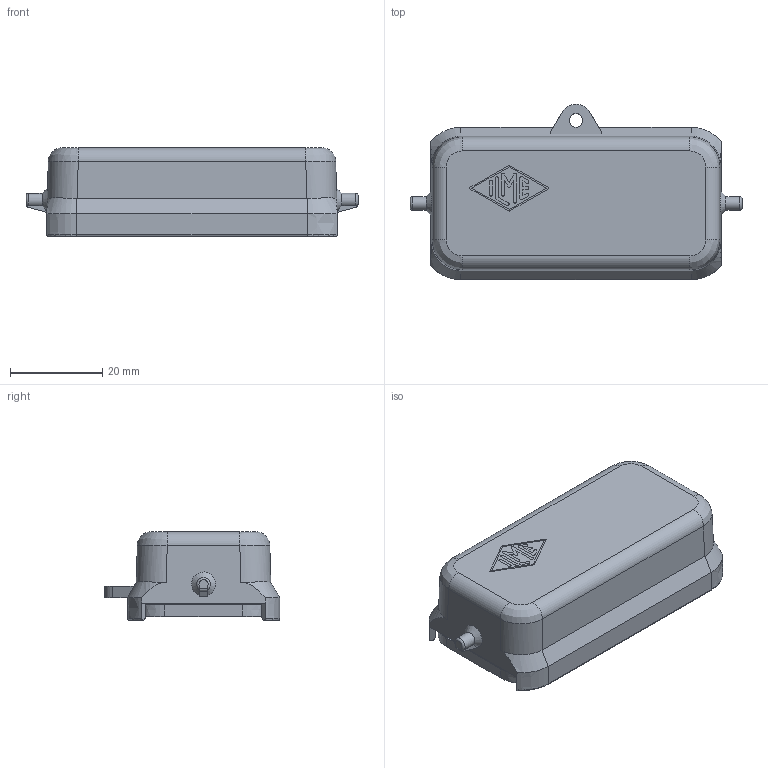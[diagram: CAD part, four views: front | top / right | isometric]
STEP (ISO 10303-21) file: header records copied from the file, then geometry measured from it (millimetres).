
FILE_DESCRIPTION(('Creo Elements/Direct Modeling STEP Export'),'2;1');
FILE_NAME('0lndrp34re6nn6k4660','2019-06-28T13:30:57',(''),(''),'Creo Elements/Direct Modeling STEP processor for AP214 (Solid Model)','Creo Elements/Direct Modeling 20.1B 02-Apr-2019 (C) Parametric Technology GmbH','');
FILE_SCHEMA(('AUTOMOTIVE_DESIGN { 1 0 10303 214 1 1 1 1 }'));
Length unit declared in the file: millimetre
Products named in the file (2): CZC_15_SL
Assembly tree (1 placements, depth 2):
  CZC_15_SL
    CZC_15_SL
Bounding box: 72 x 38 x 19.2 mm (x, y, z)
Volume: 11601.1 mm3; surface area: 10962.8 mm2
Topology: 1 solids, 1 shells, 147 faces, 402 edges, 268 vertices
Faces by surface type: plane 64, cylinder 35, bspline 16, cone 14, torus 10, extrusion 8
Entity records: 8416 total; most frequent: CARTESIAN_POINT 4497, ORIENTED_EDGE 804, DIRECTION 674, EDGE_CURVE 402, VERTEX_POINT 268, AXIS2_PLACEMENT_3D 225, VECTOR 224, LINE 216
